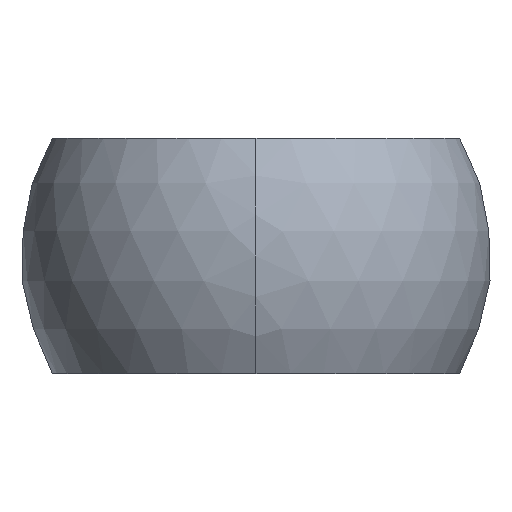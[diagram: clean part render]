
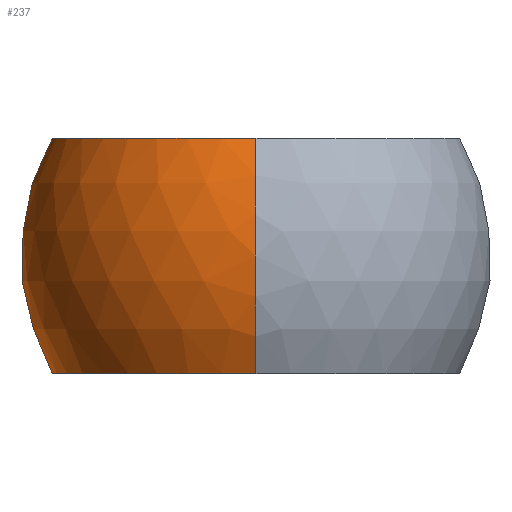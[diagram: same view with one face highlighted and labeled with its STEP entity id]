
A CAD part, left-side view. The second image highlights one B-rep face of the part: STEP entity #237.
In plain terms, the highlighted spherical face has radius 9 mm.
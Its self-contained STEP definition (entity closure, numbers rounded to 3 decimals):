
#113=VERTEX_POINT('',#301);
#117=EDGE_CURVE('',#195,#199,#305,.T.);
#133=VERTEX_POINT('',#322);
#167=EDGE_CURVE('',#133,#113,#362,.T.);
#195=VERTEX_POINT('',#390);
#199=VERTEX_POINT('',#396);
#217=EDGE_CURVE('',#113,#195,#417,.T.);
#237=ADVANCED_FACE('',(#439),#440,.T.);
#247=EDGE_CURVE('',#199,#133,#452,.T.);
#301=CARTESIAN_POINT('',(-7.794,0.,-4.5));
#305=CIRCLE('',#507,5.538);
#322=CARTESIAN_POINT('',(-7.794,0.,4.5));
#362=CIRCLE('',#599,9.0);
#390=CARTESIAN_POINT('',(7.094,3.229,-4.5));
#396=CARTESIAN_POINT('',(7.094,3.229,4.5));
#417=CIRCLE('',#716,7.794);
#439=FACE_OUTER_BOUND('',#744,.T.);
#440=SPHERICAL_SURFACE('',#745,9.0);
#452=CIRCLE('',#758,7.794);
#507=AXIS2_PLACEMENT_3D('',#836,#837,#838);
#599=AXIS2_PLACEMENT_3D('',#917,#918,#919);
#716=AXIS2_PLACEMENT_3D('',#971,#972,#973);
#744=EDGE_LOOP('',(#997,#998,#999,#1000));
#745=AXIS2_PLACEMENT_3D('',#1001,#1002,#1003);
#758=AXIS2_PLACEMENT_3D('',#1020,#1021,#1022);
#836=CARTESIAN_POINT('',(7.094,0.0,0.0));
#837=DIRECTION('',(1.0,0.0,0.0));
#838=DIRECTION('',(0.0,1.0,0.0));
#917=CARTESIAN_POINT('',(0.0,0.0,0.0));
#918=DIRECTION('',(0.,-1.0,0.0));
#919=DIRECTION('',(0.0,0.0,1.0));
#971=CARTESIAN_POINT('',(0.0,0.0,-4.5));
#972=DIRECTION('',(-0.0,-0.0,-1.0));
#973=DIRECTION('',(0.0,-1.0,0.0));
#997=ORIENTED_EDGE('',*,*,#167,.F.);
#998=ORIENTED_EDGE('',*,*,#247,.F.);
#999=ORIENTED_EDGE('',*,*,#117,.F.);
#1000=ORIENTED_EDGE('',*,*,#217,.F.);
#1001=CARTESIAN_POINT('',(0.0,0.0,0.0));
#1002=DIRECTION('',(0.0,0.0,1.0));
#1003=DIRECTION('',(1.0,0.0,0.0));
#1020=CARTESIAN_POINT('',(0.0,0.0,4.5));
#1021=DIRECTION('',(0.0,-0.0,1.0));
#1022=DIRECTION('',(0.0,1.0,0.0));
